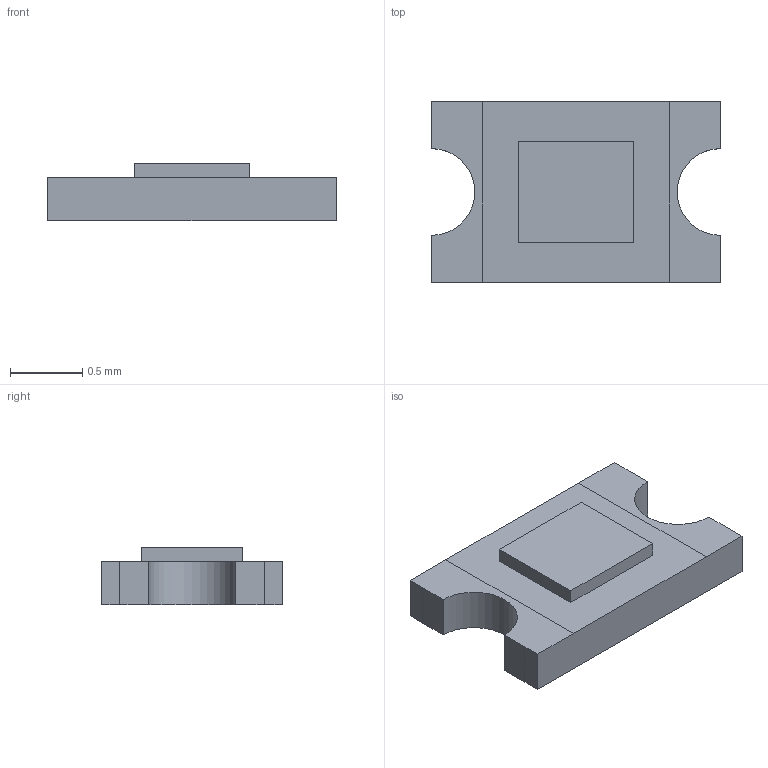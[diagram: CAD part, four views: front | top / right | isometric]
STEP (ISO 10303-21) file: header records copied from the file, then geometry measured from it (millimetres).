
FILE_DESCRIPTION(('FreeCAD Model'),'2;1');
FILE_NAME('parts/3DModels/LED_0805/LED 0805 Base GREEN001_sp.step','2017-11-29T12:39:09',('kicad StepUp'),('ksu MCAD'), 'Open CASCADE STEP processor 6.8','FreeCAD','Unknown');
FILE_SCHEMA(('AUTOMOTIVE_DESIGN_CC2 { 1 2 10303 214 -1 1 5 4 }'));
Length unit declared in the file: millimetre
Products named in the file (1): LED_0805_Base_GREEN001_sp
Bounding box: 2 x 1.25 x 0.4 mm (x, y, z)
Volume: 0.7 mm3; surface area: 6.9 mm2
Topology: 1 solids, 1 shells, 24 faces, 72 edges, 52 vertices
Faces by surface type: plane 22, cylinder 2
Entity records: 998 total; most frequent: CARTESIAN_POINT 149, ORIENTED_EDGE 144, DIRECTION 126, EDGE_CURVE 72, LINE 68, VECTOR 68, VERTEX_POINT 52, AXIS2_PLACEMENT_3D 29
